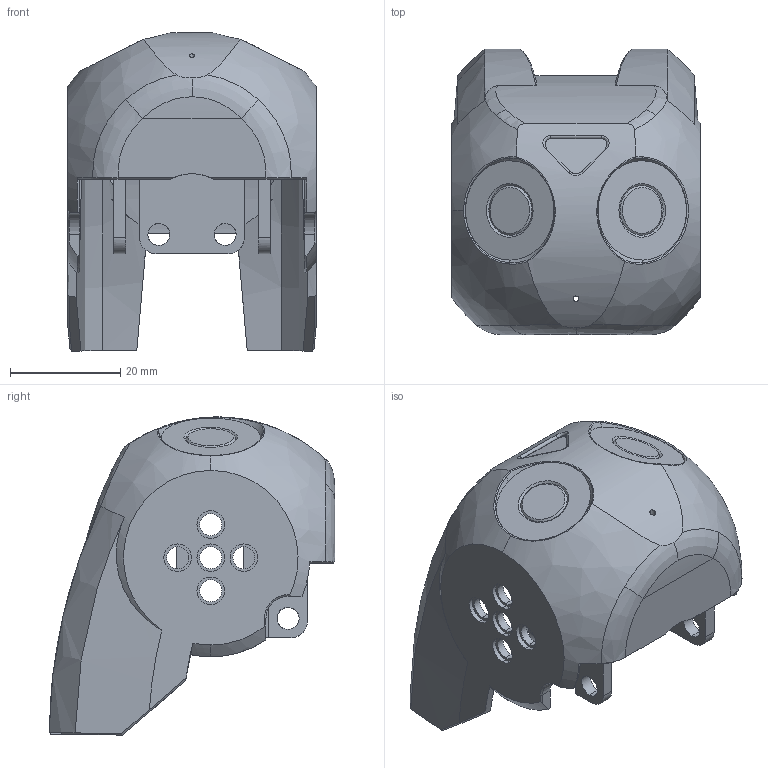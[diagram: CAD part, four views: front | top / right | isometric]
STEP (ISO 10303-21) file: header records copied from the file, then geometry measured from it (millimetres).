
FILE_DESCRIPTION (( 'STEP AP214' ), '1' );
FILE_NAME ('Darwin-mini_cvr_head.STEP', '2015-05-11T09:54:35', ( 'Alexandre' ), ( '' ), 'SwSTEP 2.0', 'SolidWorks 2015', '' );
FILE_SCHEMA (( 'AUTOMOTIVE_DESIGN' ));
Length unit declared in the file: millimetre
Products named in the file (1): Darwin-mini_cvr_head
Bounding box: 45 x 51.8 x 57.63 mm (x, y, z)
Surface area: 18748.9 mm2 (no closed solid volume)
Topology: 0 solids, 5 shells, 324 faces, 905 edges, 596 vertices
Faces by surface type: plane 122, bspline 94, cylinder 93, cone 15
Entity records: 17644 total; most frequent: CARTESIAN_POINT 10125, ORIENTED_EDGE 1766, DIRECTION 1116, EDGE_CURVE 905, VERTEX_POINT 596, AXIS2_PLACEMENT_3D 382, B_SPLINE_CURVE_WITH_KNOTS 376, EDGE_LOOP 368
